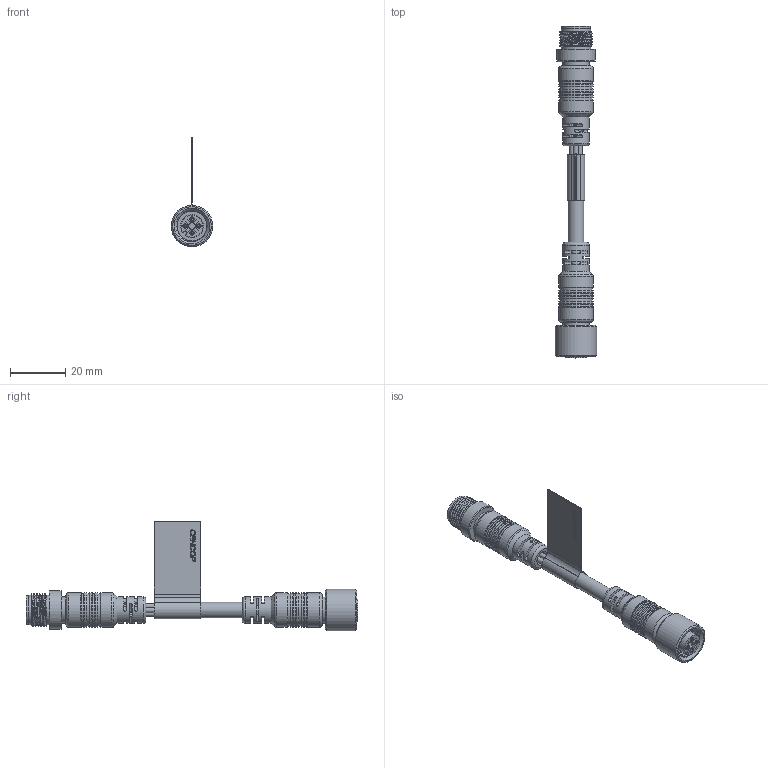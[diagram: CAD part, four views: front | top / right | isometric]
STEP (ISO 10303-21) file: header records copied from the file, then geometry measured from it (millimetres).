
FILE_DESCRIPTION(/* description */ ('Unknown'),/* implementation_level */ '2;1');
FILE_NAME(/* name */ 'PV-K14-12PV-12PR',/* time_stamp */ '2023-03-30T09:29:04+05:00',/* author */ ('Unknown'),/* organization */ ('Unknown'),/* preprocessor_version */ 'ST-DEVELOPER v16.7',/* originating_system */ 'Solid Edge',/* authorisation */ 'Unknown');
FILE_SCHEMA (('CONFIG_CONTROL_DESIGN','AP242_MANAGED_MODEL_BASED_3D_ENGINEERING_MIM_LF { 1 0 10303 442 1 1 4 }','AUTOMOTIVE_DESIGN {1 0 10303 214 3 1 1}'));
Length unit declared in the file: millimetre
Products named in the file (18): 47.016.000 Ñîåäèíèòåëüíûé êàáåëü ñ äâóìÿ ðàçúåìàìè; 47.015.000 Ðàçúåì ïðÿìîé; Ý6.030 (Êàáåëü) ; 47.007.101 Ðîçåòêà êàáåëÿ ñîåäèíèòåëüíîãî; Ä0.014 Äåðæàòåëü; Ý0.023 Ãíåçäî; Ê1.040 Ãàéêà ïðèñîåäèòåëüíàÿ; Êîðïóñ ðàçú¸ìà ïðÿìîé; Ýòèêåòêà 70õ17 íà êàáåëü Ô6,2; 11.241.102 Ðàçúåì ïðÿìîé; Â0.106 Âòóëêà; 10.010.105 Âèëêà ðàçú¸ìà; Êîðïóñ âèëêè ðàçúåìà; Ý0.022 Êîíòàêò_oa_0; Ý0.022 Êîíòàêò_oa_1; Ý0.022 Êîíòàêò_oa_2; Ý0.022 Êîíòàêò_oa_3
Assembly tree (20 placements, depth 4):
  47.016.000 Ñîåäèíèòåëüíûé êàáåëü ñ äâóìÿ ðàçúåìàìè
    47.015.000 Ðàçúåì ïðÿìîé
      Ý6.030 (Êàáåëü) 
      47.007.101 Ðîçåòêà êàáåëÿ ñîåäèíèòåëüíîãî
        Ä0.014 Äåðæàòåëü
        Ý0.023 Ãíåçäî  x4
        Ê1.040 Ãàéêà ïðèñîåäèòåëüíàÿ
      Êîðïóñ ðàçú¸ìà ïðÿìîé
      Ýòèêåòêà 70õ17 íà êàáåëü Ô6,2
    11.241.102 Ðàçúåì ïðÿìîé
      Â0.106 Âòóëêà
      10.010.105 Âèëêà ðàçú¸ìà
        Êîðïóñ âèëêè ðàçúåìà
        Ý0.022 Êîíòàêò_oa_0
        Ý0.022 Êîíòàêò_oa_1
        Ý0.022 Êîíòàêò_oa_2
        Ý0.022 Êîíòàêò_oa_3
      Êîðïóñ ðàçú¸ìà ïðÿìîé
Bounding box: 14.98 x 120.5 x 39.69 mm (x, y, z)
Volume: 8960.1 mm3; surface area: 12769.2 mm2
Topology: 16 solids, 16 shells, 549 faces, 1259 edges, 826 vertices
Faces by surface type: plane 262, cylinder 204, torus 38, cone 33, bspline 12
Full cylindrical faces by diameter (mm): 0.8 x4, 1 x16, 1.1 x12, 1.2 x4, 1.4 x24, 1.6 x8, 1.62 x4, 1.7 x4, 1.73 x4, 1.8 x8, 2.4 x1, 5.4 x2, 5.6 x1, 8.2 x4, 8.45 x1, 9.45 x2, 9.5 x6, 9.6 x2, 9.65 x1, 10.5 x1, 10.6 x1, 10.8 x2, 11.8 x8, 12.6 x10, 13 x1, 14 x1, 15 x1
Entity records: 15654 total; most frequent: CARTESIAN_POINT 5458, DIRECTION 2052, ORIENTED_EDGE 1610, AXIS2_PLACEMENT_3D 867, EDGE_CURVE 805, FACE_BOUND 790, EDGE_LOOP 784, VERTEX_POINT 621
